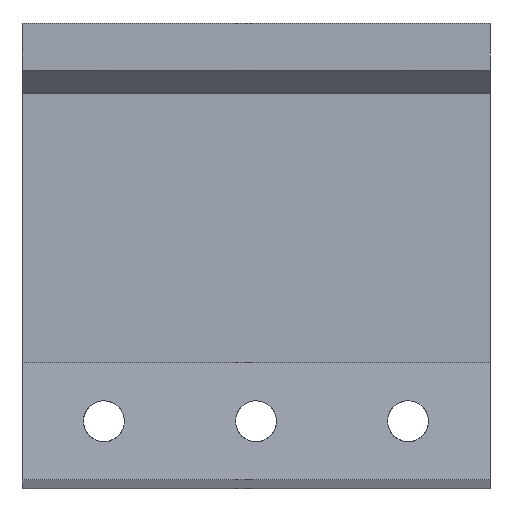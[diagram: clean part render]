
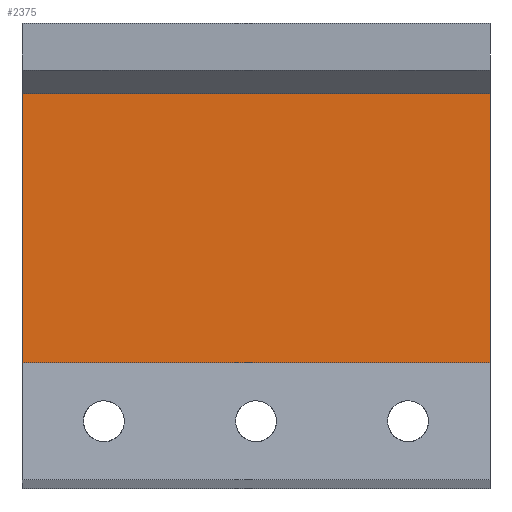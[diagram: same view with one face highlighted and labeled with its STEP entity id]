
A CAD part, left-side view. The second image highlights one B-rep face of the part: STEP entity #2375.
In plain terms, the highlighted planar face has unit normal (-1, 0, 0).
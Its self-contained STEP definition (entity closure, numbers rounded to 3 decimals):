
#184 = PLANE('',#185);
#185 = AXIS2_PLACEMENT_3D('',#186,#187,#188);
#186 = CARTESIAN_POINT('',(-20.,20.,0.));
#187 = DIRECTION('',(0.,1.,0.));
#188 = DIRECTION('',(1.,0.,0.));
#309 = PLANE('',#310);
#310 = AXIS2_PLACEMENT_3D('',#311,#312,#313);
#311 = CARTESIAN_POINT('',(-8.5,-20.,-1.));
#312 = DIRECTION('',(-0.707,0.,-0.707));
#313 = DIRECTION('',(0.,1.,0.));
#664 = EDGE_CURVE('',#665,#667,#669,.T.);
#665 = VERTEX_POINT('',#666);
#666 = CARTESIAN_POINT('',(-7.5,20.,-25.));
#667 = VERTEX_POINT('',#668);
#668 = CARTESIAN_POINT('',(-7.5,20.,-2.));
#669 = SURFACE_CURVE('',#670,(#674,#681),.PCURVE_S1.);
#670 = LINE('',#671,#672);
#671 = CARTESIAN_POINT('',(-7.5,20.,-12.5));
#672 = VECTOR('',#673,1.);
#673 = DIRECTION('',(0.,0.,1.));
#674 = PCURVE('',#184,#675);
#675 = DEFINITIONAL_REPRESENTATION('',(#676),#680);
#676 = LINE('',#677,#678);
#677 = CARTESIAN_POINT('',(12.5,12.5));
#678 = VECTOR('',#679,1.);
#679 = DIRECTION('',(0.,-1.));
#680 = ( GEOMETRIC_REPRESENTATION_CONTEXT(2) 
PARAMETRIC_REPRESENTATION_CONTEXT() REPRESENTATION_CONTEXT('2D SPACE',''
  ) );
#681 = PCURVE('',#682,#687);
#682 = PLANE('',#683);
#683 = AXIS2_PLACEMENT_3D('',#684,#685,#686);
#684 = CARTESIAN_POINT('',(-7.5,-20.,-25.));
#685 = DIRECTION('',(1.,0.,0.));
#686 = DIRECTION('',(0.,0.,1.));
#687 = DEFINITIONAL_REPRESENTATION('',(#688),#692);
#688 = LINE('',#689,#690);
#689 = CARTESIAN_POINT('',(12.5,-40.));
#690 = VECTOR('',#691,1.);
#691 = DIRECTION('',(1.,0.));
#692 = ( GEOMETRIC_REPRESENTATION_CONTEXT(2) 
PARAMETRIC_REPRESENTATION_CONTEXT() REPRESENTATION_CONTEXT('2D SPACE',''
  ) );
#961 = PLANE('',#962);
#962 = AXIS2_PLACEMENT_3D('',#963,#964,#965);
#963 = CARTESIAN_POINT('',(-8.5,-20.,-35.));
#964 = DIRECTION('',(0.995,0.,-0.1));
#965 = DIRECTION('',(0.1,0.,0.995));
#1673 = PLANE('',#1674);
#1674 = AXIS2_PLACEMENT_3D('',#1675,#1676,#1677);
#1675 = CARTESIAN_POINT('',(0.,-20.,-20.078));
#1676 = DIRECTION('',(0.,1.,0.));
#1677 = DIRECTION('',(0.,0.,1.));
#1733 = VERTEX_POINT('',#1734);
#1734 = CARTESIAN_POINT('',(-7.5,-20.,-2.));
#1757 = EDGE_CURVE('',#1733,#667,#1758,.T.);
#1758 = SURFACE_CURVE('',#1759,(#1763,#1770),.PCURVE_S1.);
#1759 = LINE('',#1760,#1761);
#1760 = CARTESIAN_POINT('',(-7.5,-20.,-2.));
#1761 = VECTOR('',#1762,1.);
#1762 = DIRECTION('',(0.,1.,0.));
#1763 = PCURVE('',#309,#1764);
#1764 = DEFINITIONAL_REPRESENTATION('',(#1765),#1769);
#1765 = LINE('',#1766,#1767);
#1766 = CARTESIAN_POINT('',(0.,1.414));
#1767 = VECTOR('',#1768,1.);
#1768 = DIRECTION('',(1.,0.));
#1769 = ( GEOMETRIC_REPRESENTATION_CONTEXT(2) 
PARAMETRIC_REPRESENTATION_CONTEXT() REPRESENTATION_CONTEXT('2D SPACE',''
  ) );
#1770 = PCURVE('',#682,#1771);
#1771 = DEFINITIONAL_REPRESENTATION('',(#1772),#1776);
#1772 = LINE('',#1773,#1774);
#1773 = CARTESIAN_POINT('',(23.,0.));
#1774 = VECTOR('',#1775,1.);
#1775 = DIRECTION('',(0.,-1.));
#1776 = ( GEOMETRIC_REPRESENTATION_CONTEXT(2) 
PARAMETRIC_REPRESENTATION_CONTEXT() REPRESENTATION_CONTEXT('2D SPACE',''
  ) );
#2375 = ADVANCED_FACE('',(#2376),#682,.F.);
#2376 = FACE_BOUND('',#2377,.F.);
#2377 = EDGE_LOOP('',(#2378,#2401,#2422,#2423));
#2378 = ORIENTED_EDGE('',*,*,#2379,.F.);
#2379 = EDGE_CURVE('',#2380,#1733,#2382,.T.);
#2380 = VERTEX_POINT('',#2381);
#2381 = CARTESIAN_POINT('',(-7.5,-20.,-25.));
#2382 = SURFACE_CURVE('',#2383,(#2387,#2394),.PCURVE_S1.);
#2383 = LINE('',#2384,#2385);
#2384 = CARTESIAN_POINT('',(-7.5,-20.,-25.));
#2385 = VECTOR('',#2386,1.);
#2386 = DIRECTION('',(0.,0.,1.));
#2387 = PCURVE('',#682,#2388);
#2388 = DEFINITIONAL_REPRESENTATION('',(#2389),#2393);
#2389 = LINE('',#2390,#2391);
#2390 = CARTESIAN_POINT('',(0.,0.));
#2391 = VECTOR('',#2392,1.);
#2392 = DIRECTION('',(1.,0.));
#2393 = ( GEOMETRIC_REPRESENTATION_CONTEXT(2) 
PARAMETRIC_REPRESENTATION_CONTEXT() REPRESENTATION_CONTEXT('2D SPACE',''
  ) );
#2394 = PCURVE('',#1673,#2395);
#2395 = DEFINITIONAL_REPRESENTATION('',(#2396),#2400);
#2396 = LINE('',#2397,#2398);
#2397 = CARTESIAN_POINT('',(-4.922,-7.5));
#2398 = VECTOR('',#2399,1.);
#2399 = DIRECTION('',(1.,0.));
#2400 = ( GEOMETRIC_REPRESENTATION_CONTEXT(2) 
PARAMETRIC_REPRESENTATION_CONTEXT() REPRESENTATION_CONTEXT('2D SPACE',''
  ) );
#2401 = ORIENTED_EDGE('',*,*,#2402,.T.);
#2402 = EDGE_CURVE('',#2380,#665,#2403,.T.);
#2403 = SURFACE_CURVE('',#2404,(#2408,#2415),.PCURVE_S1.);
#2404 = LINE('',#2405,#2406);
#2405 = CARTESIAN_POINT('',(-7.5,-20.,-25.));
#2406 = VECTOR('',#2407,1.);
#2407 = DIRECTION('',(0.,1.,0.));
#2408 = PCURVE('',#682,#2409);
#2409 = DEFINITIONAL_REPRESENTATION('',(#2410),#2414);
#2410 = LINE('',#2411,#2412);
#2411 = CARTESIAN_POINT('',(0.,0.));
#2412 = VECTOR('',#2413,1.);
#2413 = DIRECTION('',(0.,-1.));
#2414 = ( GEOMETRIC_REPRESENTATION_CONTEXT(2) 
PARAMETRIC_REPRESENTATION_CONTEXT() REPRESENTATION_CONTEXT('2D SPACE',''
  ) );
#2415 = PCURVE('',#961,#2416);
#2416 = DEFINITIONAL_REPRESENTATION('',(#2417),#2421);
#2417 = LINE('',#2418,#2419);
#2418 = CARTESIAN_POINT('',(10.05,0.));
#2419 = VECTOR('',#2420,1.);
#2420 = DIRECTION('',(0.,-1.));
#2421 = ( GEOMETRIC_REPRESENTATION_CONTEXT(2) 
PARAMETRIC_REPRESENTATION_CONTEXT() REPRESENTATION_CONTEXT('2D SPACE',''
  ) );
#2422 = ORIENTED_EDGE('',*,*,#664,.T.);
#2423 = ORIENTED_EDGE('',*,*,#1757,.F.);
